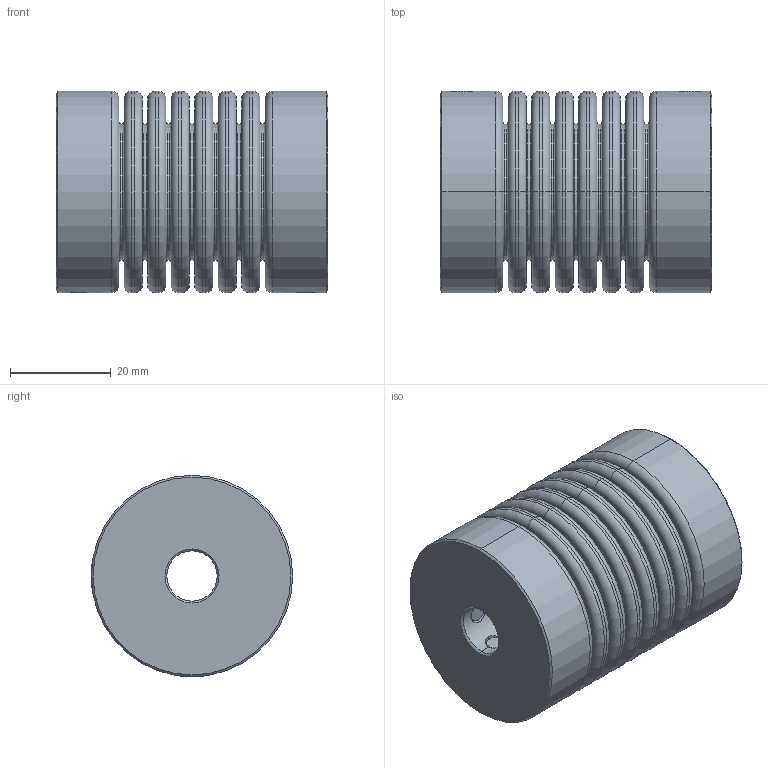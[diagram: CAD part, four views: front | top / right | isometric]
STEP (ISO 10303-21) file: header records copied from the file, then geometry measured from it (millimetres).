
FILE_DESCRIPTION (( 'STEP AP203' ), '1' );
FILE_NAME ('CL6-40.step', '2011-08-10T06:56:12', ( '' ), ( '' ), 'SwSTEP 2.0', 'SolidWorks 2010', '' );
FILE_SCHEMA (( 'CONFIG_CONTROL_DESIGN' ));
Length unit declared in the file: millimetre
Products named in the file (1): CL6-40
Bounding box: 54 x 40 x 40 mm (x, y, z)
Volume: 57918.9 mm3; surface area: 20429.6 mm2
Topology: 5 solids, 5 shells, 190 faces, 412 edges, 248 vertices
Faces by surface type: torus 56, plane 54, cylinder 52, cone 24, bspline 4
Entity records: 5865 total; most frequent: CARTESIAN_POINT 1531, DIRECTION 974, ORIENTED_EDGE 824, EDGE_CURVE 412, AXIS2_PLACEMENT_3D 411, VERTEX_POINT 248, CIRCLE 224, EDGE_LOOP 216
